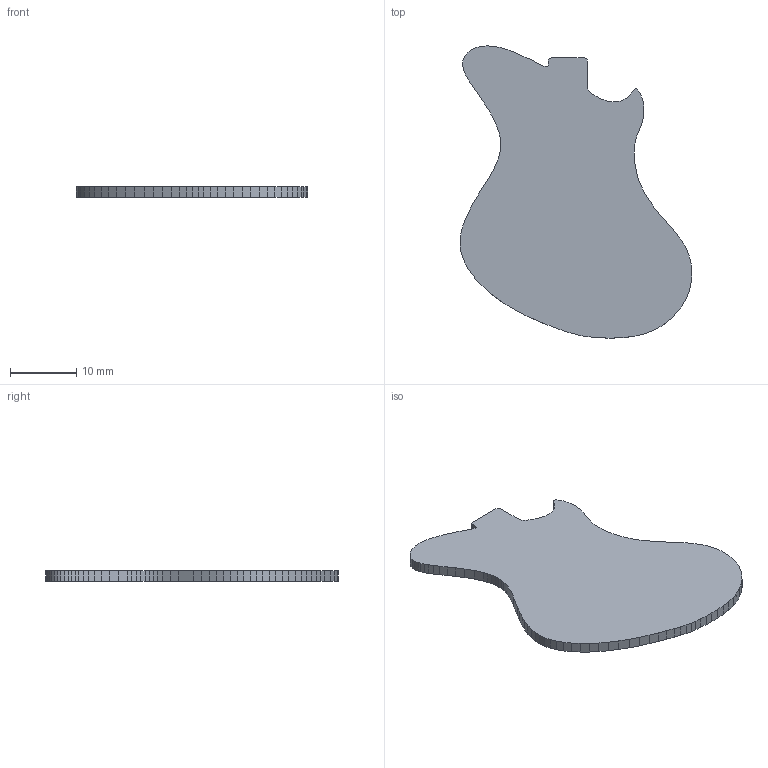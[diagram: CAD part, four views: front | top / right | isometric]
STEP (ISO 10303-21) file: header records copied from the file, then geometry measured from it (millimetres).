
FILE_DESCRIPTION(/* description */ ('Alibre Inc.'),/* implementation_level */ '2;1');
FILE_NAME(/* name */ 'export-C9D98404-7AF1-4E94-B471-9BCE7FF79BEB',/* time_stamp */ '2022-12-25T13:54:39-05:00',/* author */ (''),/* organization */ (''),/* preprocessor_version */ 'ST-DEVELOPER v17',/* originating_system */ 'Alibre',/* authorisation */ '');
FILE_SCHEMA (('CONFIG_CONTROL_DESIGN'));
Length unit declared in the file: inch
Products named in the file (1): (Unsaved)
Bounding box: 35.04 x 44.15 x 1.59 mm (x, y, z)
Volume: 1671.9 mm3; surface area: 2332.5 mm2
Topology: 1 solids, 1 shells, 157 faces, 465 edges, 310 vertices
Faces by surface type: plane 157
Entity records: 5069 total; most frequent: CARTESIAN_POINT 932, ORIENTED_EDGE 930, DIRECTION 622, VECTOR 465, LINE 465, EDGE_CURVE 465, VERTEX_POINT 310, EDGE_LOOP 157
